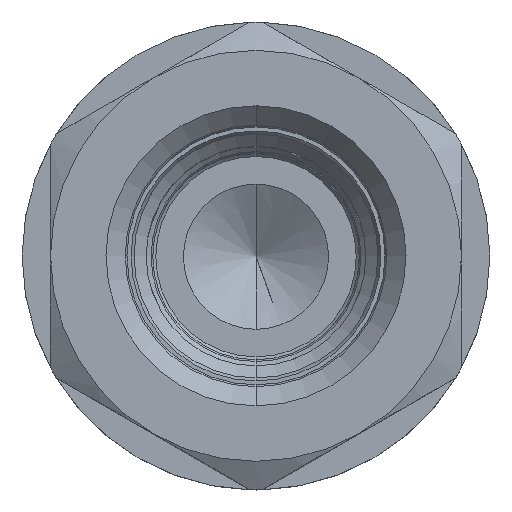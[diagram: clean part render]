
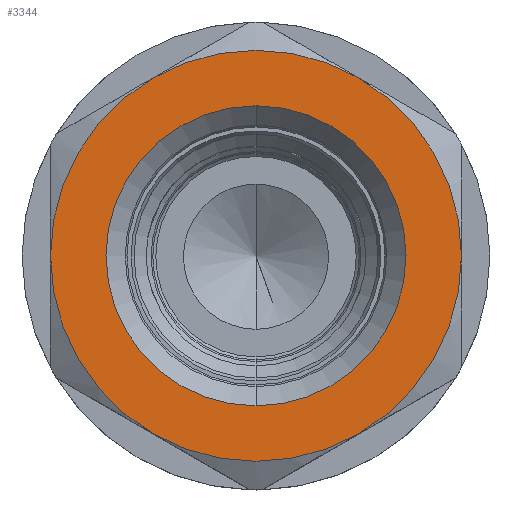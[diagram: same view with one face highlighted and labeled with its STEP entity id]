
A CAD part, top view. The second image highlights one B-rep face of the part: STEP entity #3344.
In plain terms, the highlighted planar face has unit normal (0, 0, 1).
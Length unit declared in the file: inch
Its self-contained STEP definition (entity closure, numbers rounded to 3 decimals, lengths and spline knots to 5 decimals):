
#1341=CARTESIAN_POINT('',(0.,0.,0.608));
#1342=DIRECTION('',(0.,0.,1.));
#1343=DIRECTION('',(-1.,0.,0.));
#1344=AXIS2_PLACEMENT_3D('',#1341,#1342,#1343);
#1346=CARTESIAN_POINT('',(0.,0.,0.608));
#1347=DIRECTION('',(0.,0.,1.));
#1348=DIRECTION('',(-0.5,0.866,0.));
#1349=AXIS2_PLACEMENT_3D('',#1346,#1347,#1348);
#1351=CARTESIAN_POINT('',(0.,0.,0.608));
#1352=DIRECTION('',(0.,0.,1.));
#1353=DIRECTION('',(1.,0.,0.));
#1354=AXIS2_PLACEMENT_3D('',#1351,#1352,#1353);
#1356=CARTESIAN_POINT('',(0.,0.,0.608));
#1357=DIRECTION('',(0.,0.,1.));
#1358=DIRECTION('',(0.5,-0.866,0.));
#1359=AXIS2_PLACEMENT_3D('',#1356,#1357,#1358);
#1361=CARTESIAN_POINT('',(0.,0.,0.608));
#1362=DIRECTION('',(0.,0.,-1.));
#1363=DIRECTION('',(0.,1.,0.));
#1364=AXIS2_PLACEMENT_3D('',#1361,#1362,#1363);
#1366=CARTESIAN_POINT('',(0.,0.,0.608));
#1367=DIRECTION('',(0.,0.,-1.));
#1368=DIRECTION('',(0.,-1.,0.));
#1369=AXIS2_PLACEMENT_3D('',#1366,#1367,#1368);
#1371=CARTESIAN_POINT('',(0.,0.,0.608));
#1372=DIRECTION('',(0.,0.,1.));
#1373=DIRECTION('',(-0.5,-0.866,0.));
#1374=AXIS2_PLACEMENT_3D('',#1371,#1372,#1373);
#1404=CARTESIAN_POINT('',(0.3425,0.59323,
0.608));
#1432=CARTESIAN_POINT('',(0.685,0.,
0.608));
#1460=CARTESIAN_POINT('',(0.3425,-0.59323,
0.608));
#1498=CARTESIAN_POINT('',(0.,0.,0.608));
#1499=DIRECTION('',(0.,0.,1.));
#1500=DIRECTION('',(0.5,0.866,0.));
#1501=AXIS2_PLACEMENT_3D('',#1498,#1499,#1500);
#1539=CARTESIAN_POINT('',(-0.3425,-0.59323,
0.608));
#1567=CARTESIAN_POINT('',(-0.685,0.,
0.608));
#1595=CARTESIAN_POINT('',(-0.3425,0.59323,
0.608));
#2048=VERTEX_POINT('',#1404);
#2051=VERTEX_POINT('',#1432);
#2054=VERTEX_POINT('',#1460);
#2069=VERTEX_POINT('',#1539);
#2072=VERTEX_POINT('',#1567);
#2075=VERTEX_POINT('',#1595);
#2161=CARTESIAN_POINT('',(0.,0.5,0.608));
#2162=CARTESIAN_POINT('',(0.,-0.5,0.608));
#2163=VERTEX_POINT('',#2161);
#2164=VERTEX_POINT('',#2162);
#3320=CARTESIAN_POINT('',(0.,0.,0.608));
#3321=DIRECTION('',(0.,0.,1.));
#3322=DIRECTION('',(0.,1.,0.));
#3323=AXIS2_PLACEMENT_3D('',#3320,#3321,#3322);
#3324=PLANE('',#3323);
#3326=ORIENTED_EDGE('',*,*,#3325,.F.);
#3328=ORIENTED_EDGE('',*,*,#3327,.F.);
#3330=ORIENTED_EDGE('',*,*,#3329,.F.);
#3332=ORIENTED_EDGE('',*,*,#3331,.F.);
#3334=ORIENTED_EDGE('',*,*,#3333,.F.);
#3336=ORIENTED_EDGE('',*,*,#3335,.F.);
#3337=EDGE_LOOP('',(#3326,#3328,#3330,#3332,#3334,#3336));
#3338=FACE_OUTER_BOUND('',#3337,.F.);
#3340=ORIENTED_EDGE('',*,*,#3339,.F.);
#3341=ORIENTED_EDGE('',*,*,#3310,.F.);
#3342=EDGE_LOOP('',(#3340,#3341));
#3343=FACE_BOUND('',#3342,.F.);
#3344=ADVANCED_FACE('',(#3338,#3343),#3324,.T.);
#1345=CIRCLE('',#1344,0.685);
#1350=CIRCLE('',#1349,0.685);
#1355=CIRCLE('',#1354,0.685);
#1360=CIRCLE('',#1359,0.685);
#1365=CIRCLE('',#1364,0.5);
#1370=CIRCLE('',#1369,0.5);
#1375=CIRCLE('',#1374,0.685);
#1502=CIRCLE('',#1501,0.685);
#3310=EDGE_CURVE('',#2164,#2163,#1370,.T.);
#3325=EDGE_CURVE('',#2069,#2054,#1375,.T.);
#3327=EDGE_CURVE('',#2072,#2069,#1345,.T.);
#3329=EDGE_CURVE('',#2075,#2072,#1350,.T.);
#3331=EDGE_CURVE('',#2048,#2075,#1502,.T.);
#3333=EDGE_CURVE('',#2051,#2048,#1355,.T.);
#3335=EDGE_CURVE('',#2054,#2051,#1360,.T.);
#3339=EDGE_CURVE('',#2163,#2164,#1365,.T.);
